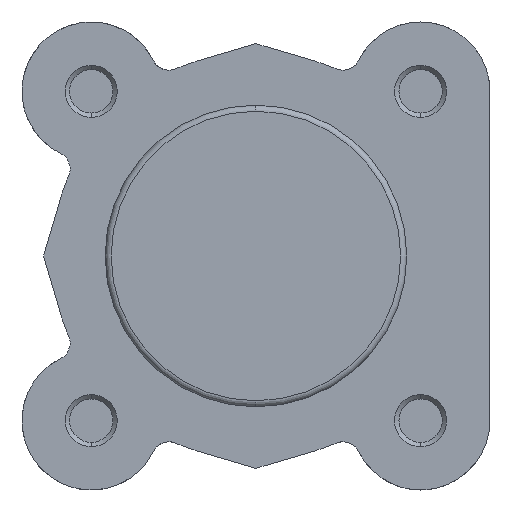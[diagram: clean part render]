
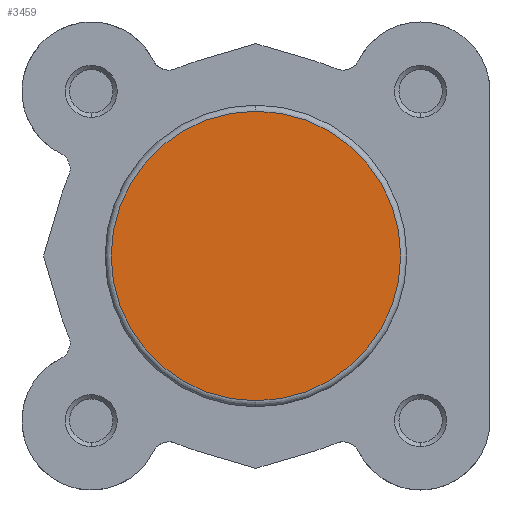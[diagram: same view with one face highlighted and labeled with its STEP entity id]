
A CAD part, left-side view. The second image highlights one B-rep face of the part: STEP entity #3459.
In plain terms, the highlighted planar face has unit normal (-1, 0, 0).
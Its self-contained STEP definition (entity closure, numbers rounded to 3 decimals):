
#574 = EDGE_CURVE ( 'NONE', #5019, #5021, #5519, .T. ) ;
#775 = EDGE_CURVE ( 'NONE', #5021, #5019, #5692, .T. ) ;
#886 = FACE_OUTER_BOUND ( 'NONE', #2724, .T. ) ;
#2078 = CARTESIAN_POINT ( 'NONE',  ( 0., 0., 0. ) ) ;
#2085 = DIRECTION ( 'NONE',  ( -1., 0., 0. ) ) ;
#2086 = DIRECTION ( 'NONE',  ( 0., 0., 1. ) ) ;
#2374 = CARTESIAN_POINT ( 'NONE',  ( 0., 0., 0. ) ) ;
#2375 = DIRECTION ( 'NONE',  ( -1., 0., 0. ) ) ;
#2376 = DIRECTION ( 'NONE',  ( 0., 0., 1. ) ) ;
#2724 = EDGE_LOOP ( 'NONE', ( #6743, #6744 ) ) ;
#2918 = AXIS2_PLACEMENT_3D ( 'NONE', #2078, #2085, #2086 ) ;
#2977 = AXIS2_PLACEMENT_3D ( 'NONE', #2374, #2375, #2376 ) ;
#3197 = AXIS2_PLACEMENT_3D ( 'NONE', #4228, #4249, #4250 ) ;
#3459 = ADVANCED_FACE ( 'NONE', ( #886 ), #4237, .T. ) ;
#4228 = CARTESIAN_POINT ( 'NONE',  ( 0., -17.4, 0. ) ) ;
#4237 = PLANE ( 'NONE',  #3197 ) ;
#4249 = DIRECTION ( 'NONE',  ( -1., 0., 0. ) ) ;
#4250 = DIRECTION ( 'NONE',  ( 0., 0., 1. ) ) ;
#4605 = CARTESIAN_POINT ( 'NONE',  ( 0., 0., -16.7 ) ) ;
#4606 = CARTESIAN_POINT ( 'NONE',  ( 0., 0., 16.7 ) ) ;
#5019 = VERTEX_POINT ( 'NONE', #4605 ) ;
#5021 = VERTEX_POINT ( 'NONE', #4606 ) ;
#5519 = CIRCLE ( 'NONE', #2918, 16.7 ) ;
#5692 = CIRCLE ( 'NONE', #2977, 16.7 ) ;
#6743 = ORIENTED_EDGE ( 'NONE', *, *, #775, .T. ) ;
#6744 = ORIENTED_EDGE ( 'NONE', *, *, #574, .T. ) ;
